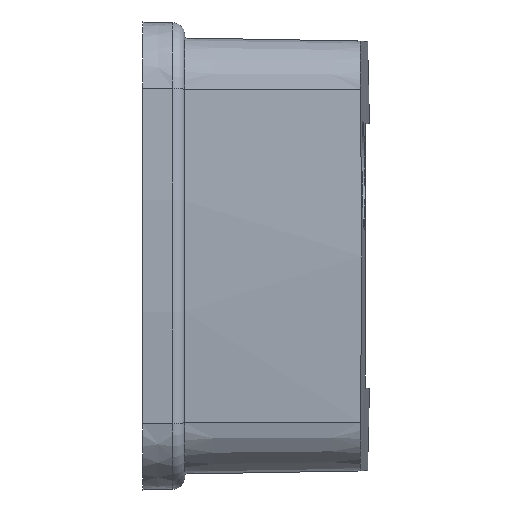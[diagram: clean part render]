
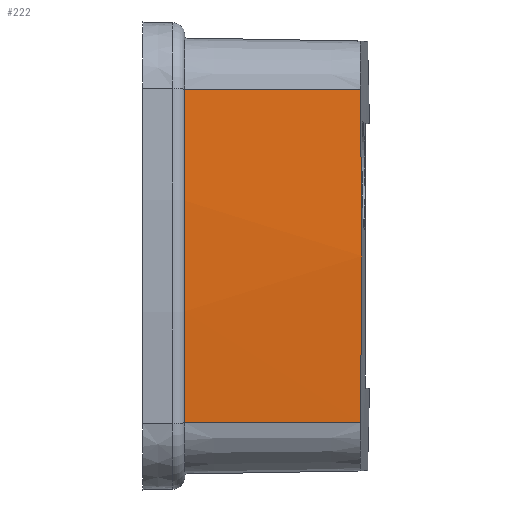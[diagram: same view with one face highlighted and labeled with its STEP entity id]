
A CAD part, front view. The second image highlights one B-rep face of the part: STEP entity #222.
In plain terms, the highlighted conical face has half-angle 1 degrees and reference radius 178.668 mm.
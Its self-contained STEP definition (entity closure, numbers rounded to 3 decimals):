
#122=CONICAL_SURFACE('',#1196,178.668,1.);
#148=B_SPLINE_CURVE_WITH_KNOTS('',3,(#1811,#1812,#1813,#1814),
 .UNSPECIFIED.,.F.,.F.,(4,4),(0.,1.),.UNSPECIFIED.);
#163=FACE_OUTER_BOUND('',#527,.T.);
#222=ADVANCED_FACE('',(#163),#122,.T.);
#338=LINE('',#1877,#424);
#339=LINE('',#1879,#425);
#424=VECTOR('',#1373,1.);
#425=VECTOR('',#1374,1.);
#527=EDGE_LOOP('',(#671,#672,#673,#674));
#671=ORIENTED_EDGE('',*,*,#1044,.F.);
#672=ORIENTED_EDGE('',*,*,#1031,.F.);
#673=ORIENTED_EDGE('',*,*,#1045,.T.);
#674=ORIENTED_EDGE('',*,*,#1046,.T.);
#929=VERTEX_POINT('',#1810);
#930=VERTEX_POINT('',#1815);
#939=VERTEX_POINT('',#1878);
#940=VERTEX_POINT('',#1880);
#1031=EDGE_CURVE('',#929,#930,#148,.T.);
#1044=EDGE_CURVE('',#930,#939,#338,.T.);
#1045=EDGE_CURVE('',#929,#940,#339,.T.);
#1046=EDGE_CURVE('',#940,#939,#1135,.T.);
#1135=CIRCLE('',#1195,178.669);
#1195=AXIS2_PLACEMENT_3D('',#1881,#1375,#1376);
#1196=AXIS2_PLACEMENT_3D('',#1882,#1377,#1378);
#1373=DIRECTION('',(-1.,-0.017,-0.001));
#1374=DIRECTION('',(-1.,-0.017,0.001));
#1375=DIRECTION('',(1.,0.,0.));
#1376=DIRECTION('',(0.,0.,1.));
#1377=DIRECTION('',(-1.,0.,0.));
#1378=DIRECTION('',(0.,1.,0.));
#1810=CARTESIAN_POINT('',(18.149,-46.934,13.842));
#1811=CARTESIAN_POINT('',(18.149,-46.934,13.842));
#1812=CARTESIAN_POINT('',(18.326,-47.648,4.629));
#1813=CARTESIAN_POINT('',(18.326,-47.648,-4.629));
#1814=CARTESIAN_POINT('',(18.149,-46.934,-13.842));
#1815=CARTESIAN_POINT('',(18.149,-46.934,-13.842));
#1877=CARTESIAN_POINT('',(3.5,-47.189,-13.862));
#1878=CARTESIAN_POINT('',(3.472,-47.19,-13.862));
#1879=CARTESIAN_POINT('',(3.5,-47.189,13.862));
#1880=CARTESIAN_POINT('',(3.472,-47.19,13.862));
#1881=CARTESIAN_POINT('',(3.472,130.941,0.));
#1882=CARTESIAN_POINT('',(3.5,130.941,0.));
